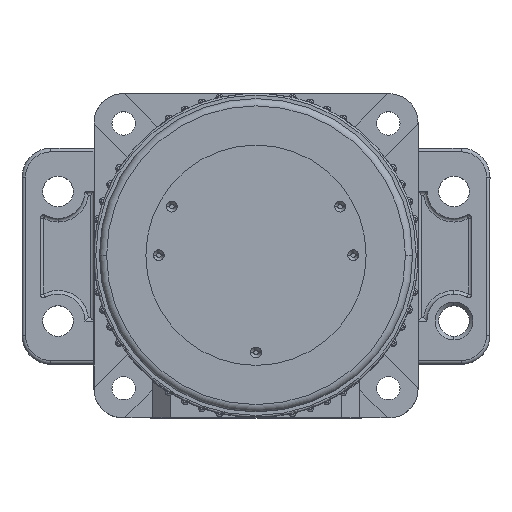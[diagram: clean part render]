
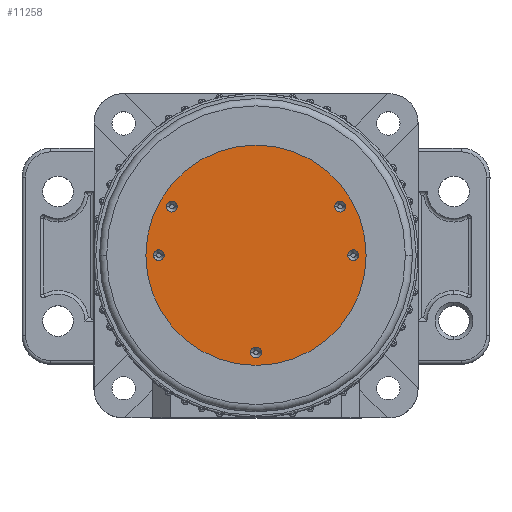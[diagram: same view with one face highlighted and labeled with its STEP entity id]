
A CAD part, top view. The second image highlights one B-rep face of the part: STEP entity #11258.
In plain terms, the highlighted planar face has unit normal (0, 0, 1).
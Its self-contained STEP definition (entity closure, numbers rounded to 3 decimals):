
#71 = CARTESIAN_POINT ( 'NONE',  ( -28.5, 0., 96. ) ) ;
#146 = DIRECTION ( 'NONE',  ( 1., 0., 0. ) ) ;
#288 = AXIS2_PLACEMENT_3D ( 'NONE', #14321, #3664, #11946 ) ;
#291 = FACE_BOUND ( 'NONE', #4144, .T. ) ;
#358 = ORIENTED_EDGE ( 'NONE', *, *, #6072, .F. ) ;
#496 = CARTESIAN_POINT ( 'NONE',  ( 27., 0., 96. ) ) ;
#554 = DIRECTION ( 'NONE',  ( 0., 0., 1. ) ) ;
#574 = AXIS2_PLACEMENT_3D ( 'NONE', #8692, #1600, #9875 ) ;
#618 = CARTESIAN_POINT ( 'NONE',  ( -25.5, 0., 96. ) ) ;
#624 = ORIENTED_EDGE ( 'NONE', *, *, #6954, .F. ) ;
#756 = CARTESIAN_POINT ( 'NONE',  ( -1.5, -27., 96. ) ) ;
#767 = EDGE_CURVE ( 'NONE', #4547, #11573, #4694, .T. ) ;
#1194 = DIRECTION ( 'NONE',  ( 0., 0., 1. ) ) ;
#1343 = VERTEX_POINT ( 'NONE', #756 ) ;
#1388 = AXIS2_PLACEMENT_3D ( 'NONE', #1494, #9764, #2675 ) ;
#1494 = CARTESIAN_POINT ( 'NONE',  ( 0., 0., 96. ) ) ;
#1600 = DIRECTION ( 'NONE',  ( 0., 0., 1. ) ) ;
#1698 = DIRECTION ( 'NONE',  ( 1., 0., 0. ) ) ;
#1852 = CARTESIAN_POINT ( 'NONE',  ( 21.883, 13.5, 96. ) ) ;
#1932 = ORIENTED_EDGE ( 'NONE', *, *, #4323, .T. ) ;
#1971 = DIRECTION ( 'NONE',  ( 0., 0., 1. ) ) ;
#2272 = CARTESIAN_POINT ( 'NONE',  ( 0., 0., 96. ) ) ;
#2372 = EDGE_CURVE ( 'NONE', #10808, #6112, #7790, .T. ) ;
#2675 = DIRECTION ( 'NONE',  ( 1., 0., 0. ) ) ;
#2737 = CIRCLE ( 'NONE', #5071, 1.5 ) ;
#2906 = CIRCLE ( 'NONE', #1388, 30.6 ) ;
#3447 = FACE_BOUND ( 'NONE', #5888, .T. ) ;
#3463 = DIRECTION ( 'NONE',  ( 1., 0., 0. ) ) ;
#3641 = CARTESIAN_POINT ( 'NONE',  ( -21.883, 13.5, 96. ) ) ;
#3664 = DIRECTION ( 'NONE',  ( 0., 0., 1. ) ) ;
#3699 = VERTEX_POINT ( 'NONE', #71 ) ;
#3772 = DIRECTION ( 'NONE',  ( 0., 0., 1. ) ) ;
#4144 = EDGE_LOOP ( 'NONE', ( #6570, #5110 ) ) ;
#4146 = VERTEX_POINT ( 'NONE', #10560 ) ;
#4239 = CARTESIAN_POINT ( 'NONE',  ( 28.5, 0., 96. ) ) ;
#4243 = EDGE_CURVE ( 'NONE', #11573, #4547, #13855, .T. ) ;
#4306 = CARTESIAN_POINT ( 'NONE',  ( 24.883, 13.5, 96. ) ) ;
#4323 = EDGE_CURVE ( 'NONE', #12308, #7363, #2906, .T. ) ;
#4547 = VERTEX_POINT ( 'NONE', #1852 ) ;
#4578 = CIRCLE ( 'NONE', #8664, 1.5 ) ;
#4657 = EDGE_CURVE ( 'NONE', #5711, #1343, #11421, .T. ) ;
#4694 = CIRCLE ( 'NONE', #13275, 1.5 ) ;
#4712 = ORIENTED_EDGE ( 'NONE', *, *, #6216, .F. ) ;
#4951 = CARTESIAN_POINT ( 'NONE',  ( -24.883, 13.5, 96. ) ) ;
#4954 = AXIS2_PLACEMENT_3D ( 'NONE', #6792, #15097, #8000 ) ;
#5071 = AXIS2_PLACEMENT_3D ( 'NONE', #8303, #1194, #9479 ) ;
#5110 = ORIENTED_EDGE ( 'NONE', *, *, #8053, .F. ) ;
#5311 = CARTESIAN_POINT ( 'NONE',  ( -30.6, 0., 96. ) ) ;
#5386 = AXIS2_PLACEMENT_3D ( 'NONE', #496, #8789, #1698 ) ;
#5711 = VERTEX_POINT ( 'NONE', #9357 ) ;
#5715 = CARTESIAN_POINT ( 'NONE',  ( 23.383, 13.5, 96. ) ) ;
#5888 = EDGE_LOOP ( 'NONE', ( #624, #4712 ) ) ;
#6072 = EDGE_CURVE ( 'NONE', #6112, #10808, #10401, .T. ) ;
#6112 = VERTEX_POINT ( 'NONE', #4951 ) ;
#6216 = EDGE_CURVE ( 'NONE', #4146, #15178, #11690, .T. ) ;
#6374 = AXIS2_PLACEMENT_3D ( 'NONE', #2272, #10558, #3463 ) ;
#6477 = EDGE_LOOP ( 'NONE', ( #8793, #7771 ) ) ;
#6531 = EDGE_LOOP ( 'NONE', ( #11124, #9343 ) ) ;
#6570 = ORIENTED_EDGE ( 'NONE', *, *, #8458, .F. ) ;
#6647 = AXIS2_PLACEMENT_3D ( 'NONE', #7095, #15388, #8286 ) ;
#6792 = CARTESIAN_POINT ( 'NONE',  ( 27., 0., 96. ) ) ;
#6903 = DIRECTION ( 'NONE',  ( 1., 0., 0. ) ) ;
#6954 = EDGE_CURVE ( 'NONE', #15178, #4146, #9446, .T. ) ;
#7095 = CARTESIAN_POINT ( 'NONE',  ( 0., -27., 96. ) ) ;
#7261 = DIRECTION ( 'NONE',  ( 0., 0., 1. ) ) ;
#7363 = VERTEX_POINT ( 'NONE', #5311 ) ;
#7657 = CARTESIAN_POINT ( 'NONE',  ( 0., -27., 96. ) ) ;
#7771 = ORIENTED_EDGE ( 'NONE', *, *, #767, .F. ) ;
#7790 = CIRCLE ( 'NONE', #574, 1.5 ) ;
#8000 = DIRECTION ( 'NONE',  ( 1., 0., 0. ) ) ;
#8053 = EDGE_CURVE ( 'NONE', #3699, #8384, #2737, .T. ) ;
#8286 = DIRECTION ( 'NONE',  ( 1., 0., 0. ) ) ;
#8303 = CARTESIAN_POINT ( 'NONE',  ( -27., 0., 96. ) ) ;
#8384 = VERTEX_POINT ( 'NONE', #618 ) ;
#8385 = PLANE ( 'NONE',  #288 ) ;
#8458 = EDGE_CURVE ( 'NONE', #8384, #3699, #11264, .T. ) ;
#8664 = AXIS2_PLACEMENT_3D ( 'NONE', #7657, #554, #8840 ) ;
#8692 = CARTESIAN_POINT ( 'NONE',  ( -23.383, 13.5, 96. ) ) ;
#8789 = DIRECTION ( 'NONE',  ( 0., 0., 1. ) ) ;
#8793 = ORIENTED_EDGE ( 'NONE', *, *, #4243, .F. ) ;
#8840 = DIRECTION ( 'NONE',  ( 1., 0., 0. ) ) ;
#8946 = EDGE_CURVE ( 'NONE', #1343, #5711, #4578, .T. ) ;
#9059 = CARTESIAN_POINT ( 'NONE',  ( -27., 0., 96. ) ) ;
#9343 = ORIENTED_EDGE ( 'NONE', *, *, #8946, .F. ) ;
#9357 = CARTESIAN_POINT ( 'NONE',  ( 1.5, -27., 96. ) ) ;
#9446 = CIRCLE ( 'NONE', #4954, 1.5 ) ;
#9479 = DIRECTION ( 'NONE',  ( 1., 0., 0. ) ) ;
#9764 = DIRECTION ( 'NONE',  ( 0., 0., 1. ) ) ;
#9768 = EDGE_LOOP ( 'NONE', ( #1932, #10471 ) ) ;
#9875 = DIRECTION ( 'NONE',  ( 1., 0., 0. ) ) ;
#10114 = FACE_BOUND ( 'NONE', #6531, .T. ) ;
#10244 = DIRECTION ( 'NONE',  ( 1., 0., 0. ) ) ;
#10339 = AXIS2_PLACEMENT_3D ( 'NONE', #9059, #1971, #10244 ) ;
#10401 = CIRCLE ( 'NONE', #12032, 1.5 ) ;
#10471 = ORIENTED_EDGE ( 'NONE', *, *, #13426, .T. ) ;
#10558 = DIRECTION ( 'NONE',  ( 0., 0., 1. ) ) ;
#10560 = CARTESIAN_POINT ( 'NONE',  ( 25.5, 0., 96. ) ) ;
#10808 = VERTEX_POINT ( 'NONE', #3641 ) ;
#10867 = CARTESIAN_POINT ( 'NONE',  ( -23.383, 13.5, 96. ) ) ;
#11123 = CIRCLE ( 'NONE', #6374, 30.6 ) ;
#11124 = ORIENTED_EDGE ( 'NONE', *, *, #4657, .F. ) ;
#11258 = ADVANCED_FACE ( 'NONE', ( #12896, #13283, #10114, #3447, #291, #12522 ), #8385, .T. ) ;
#11264 = CIRCLE ( 'NONE', #10339, 1.5 ) ;
#11393 = EDGE_LOOP ( 'NONE', ( #13180, #358 ) ) ;
#11421 = CIRCLE ( 'NONE', #6647, 1.5 ) ;
#11573 = VERTEX_POINT ( 'NONE', #4306 ) ;
#11690 = CIRCLE ( 'NONE', #5386, 1.5 ) ;
#11946 = DIRECTION ( 'NONE',  ( 1., 0., 0. ) ) ;
#12003 = AXIS2_PLACEMENT_3D ( 'NONE', #14376, #7261, #146 ) ;
#12032 = AXIS2_PLACEMENT_3D ( 'NONE', #10867, #3772, #12057 ) ;
#12057 = DIRECTION ( 'NONE',  ( 1., 0., 0. ) ) ;
#12308 = VERTEX_POINT ( 'NONE', #13937 ) ;
#12522 = FACE_OUTER_BOUND ( 'NONE', #9768, .T. ) ;
#12896 = FACE_BOUND ( 'NONE', #6477, .T. ) ;
#13180 = ORIENTED_EDGE ( 'NONE', *, *, #2372, .F. ) ;
#13275 = AXIS2_PLACEMENT_3D ( 'NONE', #5715, #14023, #6903 ) ;
#13283 = FACE_BOUND ( 'NONE', #11393, .T. ) ;
#13426 = EDGE_CURVE ( 'NONE', #7363, #12308, #11123, .T. ) ;
#13855 = CIRCLE ( 'NONE', #12003, 1.5 ) ;
#13937 = CARTESIAN_POINT ( 'NONE',  ( 30.6, 0., 96. ) ) ;
#14023 = DIRECTION ( 'NONE',  ( 0., 0., 1. ) ) ;
#14321 = CARTESIAN_POINT ( 'NONE',  ( 0., 0., 96. ) ) ;
#14376 = CARTESIAN_POINT ( 'NONE',  ( 23.383, 13.5, 96. ) ) ;
#15097 = DIRECTION ( 'NONE',  ( 0., 0., 1. ) ) ;
#15178 = VERTEX_POINT ( 'NONE', #4239 ) ;
#15388 = DIRECTION ( 'NONE',  ( 0., 0., 1. ) ) ;
